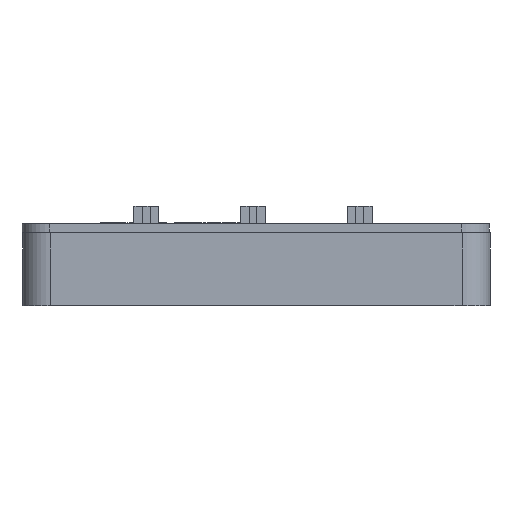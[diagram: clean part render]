
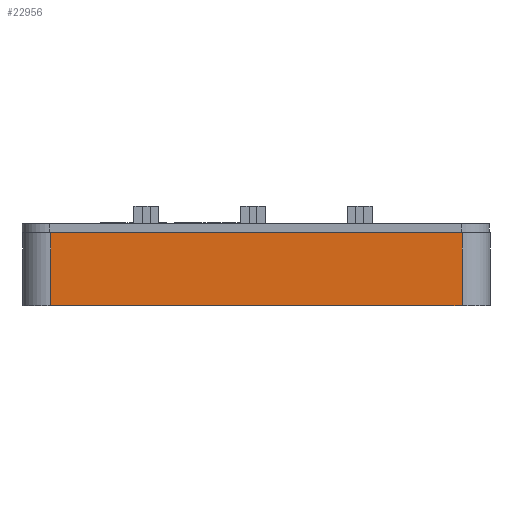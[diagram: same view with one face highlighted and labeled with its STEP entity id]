
A CAD part, front view. The second image highlights one B-rep face of the part: STEP entity #22956.
In plain terms, the highlighted planar face has unit normal (0, -1, 0).
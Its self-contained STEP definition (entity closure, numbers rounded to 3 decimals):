
#2978=FACE_OUTER_BOUND('',#4044,.T.);
#4044=EDGE_LOOP('',(#21440,#21441,#21442,#21443));
#6596=LINE('',#40489,#9154);
#6609=LINE('',#40529,#9167);
#6610=LINE('',#40532,#9168);
#6611=LINE('',#40533,#9169);
#9154=VECTOR('',#29941,10.);
#9167=VECTOR('',#29976,10.);
#9168=VECTOR('',#29979,10.);
#9169=VECTOR('',#29980,10.);
#12269=VERTEX_POINT('',#40486);
#12270=VERTEX_POINT('',#40488);
#12286=VERTEX_POINT('',#40527);
#12287=VERTEX_POINT('',#40531);
#15972=EDGE_CURVE('',#12269,#12270,#6596,.T.);
#15993=EDGE_CURVE('',#12286,#12269,#6609,.T.);
#15994=EDGE_CURVE('',#12287,#12286,#6610,.T.);
#15995=EDGE_CURVE('',#12270,#12287,#6611,.T.);
#21440=ORIENTED_EDGE('',*,*,#15993,.F.);
#21441=ORIENTED_EDGE('',*,*,#15994,.F.);
#21442=ORIENTED_EDGE('',*,*,#15995,.F.);
#21443=ORIENTED_EDGE('',*,*,#15972,.F.);
#21907=PLANE('',#24523);
#22956=ADVANCED_FACE('',(#2978),#21907,.T.);
#24523=AXIS2_PLACEMENT_3D('',#40530,#29977,#29978);
#29941=DIRECTION('',(1.,0.,0.));
#29976=DIRECTION('',(0.,0.,1.));
#29977=DIRECTION('center_axis',(0.,-1.,0.));
#29978=DIRECTION('ref_axis',(1.,0.,0.));
#29979=DIRECTION('',(-1.,0.,0.));
#29980=DIRECTION('',(0.,0.,-1.));
#40486=CARTESIAN_POINT('',(-4.538,-10.14,12.937));
#40488=CARTESIAN_POINT('',(68.962,-10.14,12.937));
#40489=CARTESIAN_POINT('',(73.962,-10.14,12.937));
#40527=CARTESIAN_POINT('',(-4.538,-10.14,-0.063));
#40529=CARTESIAN_POINT('',(-4.538,-10.14,-0.063));
#40530=CARTESIAN_POINT('Origin',(-9.538,-10.14,-0.063));
#40531=CARTESIAN_POINT('',(68.962,-10.14,-0.063));
#40532=CARTESIAN_POINT('',(73.962,-10.14,-0.063));
#40533=CARTESIAN_POINT('',(68.962,-10.14,-0.063));
